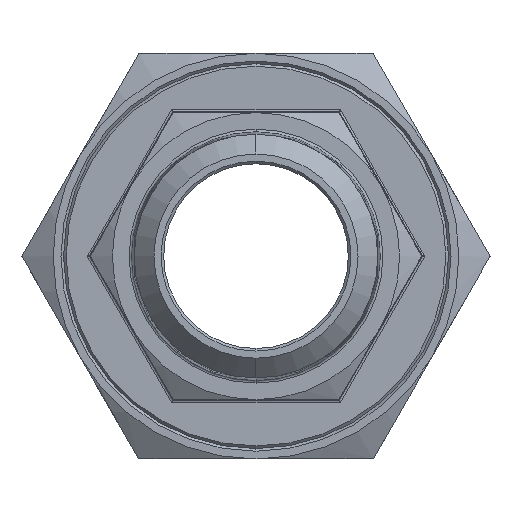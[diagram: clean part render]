
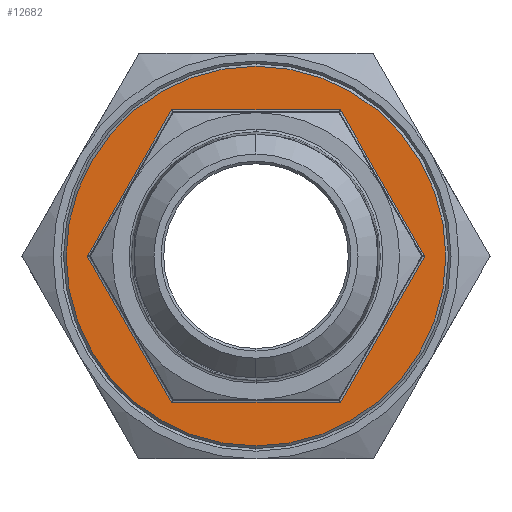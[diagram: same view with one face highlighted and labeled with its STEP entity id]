
A CAD part, left-side view. The second image highlights one B-rep face of the part: STEP entity #12682.
In plain terms, the highlighted planar face has unit normal (-1, 0, 0).
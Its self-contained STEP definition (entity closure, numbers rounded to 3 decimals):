
#36 = VECTOR ( 'NONE', #7307, 1000. ) ;
#402 = LINE ( 'NONE', #7356, #36 ) ;
#506 = ORIENTED_EDGE ( 'NONE', *, *, #7918, .F. ) ;
#512 = VERTEX_POINT ( 'NONE', #7543 ) ;
#698 = EDGE_CURVE ( 'NONE', #6791, #5763, #11343, .T. ) ;
#844 = VERTEX_POINT ( 'NONE', #11744 ) ;
#1394 = VECTOR ( 'NONE', #7869, 1000. ) ;
#2381 = DIRECTION ( 'NONE',  ( 0., 0., 1. ) ) ;
#2415 = EDGE_LOOP ( 'NONE', ( #9591, #12749 ) ) ;
#3099 = PLANE ( 'NONE',  #9392 ) ;
#3129 = LINE ( 'NONE', #7229, #14559 ) ;
#3406 = FACE_OUTER_BOUND ( 'NONE', #2415, .T. ) ;
#3410 = EDGE_CURVE ( 'NONE', #844, #7989, #6583, .T. ) ;
#4310 = DIRECTION ( 'NONE',  ( 0., -1., 0. ) ) ;
#4380 = EDGE_CURVE ( 'NONE', #5763, #512, #3129, .T. ) ;
#4430 = DIRECTION ( 'NONE',  ( 0., 0., 1. ) ) ;
#4445 = CARTESIAN_POINT ( 'NONE',  ( -12.25, -28.319, 7.15 ) ) ;
#4922 = CARTESIAN_POINT ( 'NONE',  ( -12.25, -32.447, 0. ) ) ;
#5020 = CARTESIAN_POINT ( 'NONE',  ( -12.25, -20.352, -20.95 ) ) ;
#5763 = VERTEX_POINT ( 'NONE', #12586 ) ;
#5960 = EDGE_CURVE ( 'NONE', #8114, #6791, #9230, .T. ) ;
#6012 = EDGE_CURVE ( 'NONE', #12825, #8114, #402, .T. ) ;
#6039 = DIRECTION ( 'NONE',  ( 0., 1., 0. ) ) ;
#6569 = ORIENTED_EDGE ( 'NONE', *, *, #4380, .F. ) ;
#6583 = CIRCLE ( 'NONE', #10449, 36.5 ) ;
#6791 = VERTEX_POINT ( 'NONE', #4922 ) ;
#7229 = CARTESIAN_POINT ( 'NONE',  ( -12.25, -7.967, 28.1 ) ) ;
#7307 = DIRECTION ( 'NONE',  ( 0., -1., 0. ) ) ;
#7356 = CARTESIAN_POINT ( 'NONE',  ( -12.25, 7.967, -28.1 ) ) ;
#7540 = LINE ( 'NONE', #13777, #1394 ) ;
#7543 = CARTESIAN_POINT ( 'NONE',  ( -12.25, 16.224, 28.1 ) ) ;
#7819 = DIRECTION ( 'NONE',  ( 0., 0.5, 0.866 ) ) ;
#7869 = DIRECTION ( 'NONE',  ( 0., -0.5, -0.866 ) ) ;
#7918 = EDGE_CURVE ( 'NONE', #512, #9507, #12708, .T. ) ;
#7989 = VERTEX_POINT ( 'NONE', #12779 ) ;
#8114 = VERTEX_POINT ( 'NONE', #11980 ) ;
#8124 = VECTOR ( 'NONE', #7819, 1000. ) ;
#8356 = DIRECTION ( 'NONE',  ( 0., 0.5, -0.866 ) ) ;
#8732 = ORIENTED_EDGE ( 'NONE', *, *, #8969, .F. ) ;
#8907 = EDGE_LOOP ( 'NONE', ( #8732, #506, #6569, #10124, #12840, #11637 ) ) ;
#8969 = EDGE_CURVE ( 'NONE', #9507, #12825, #7540, .T. ) ;
#9002 = CIRCLE ( 'NONE', #10756, 36.5 ) ;
#9211 = CARTESIAN_POINT ( 'NONE',  ( -12.25, 0., 0. ) ) ;
#9230 = LINE ( 'NONE', #5020, #12604 ) ;
#9392 = AXIS2_PLACEMENT_3D ( 'NONE', #9998, #11140, #4310 ) ;
#9507 = VERTEX_POINT ( 'NONE', #11823 ) ;
#9591 = ORIENTED_EDGE ( 'NONE', *, *, #3410, .T. ) ;
#9998 = CARTESIAN_POINT ( 'NONE',  ( -12.25, 0., 0. ) ) ;
#10124 = ORIENTED_EDGE ( 'NONE', *, *, #698, .F. ) ;
#10449 = AXIS2_PLACEMENT_3D ( 'NONE', #9211, #14878, #2381 ) ;
#10756 = AXIS2_PLACEMENT_3D ( 'NONE', #12471, #11240, #4430 ) ;
#11140 = DIRECTION ( 'NONE',  ( -1., 0., 0. ) ) ;
#11240 = DIRECTION ( 'NONE',  ( -1., 0., 0. ) ) ;
#11343 = LINE ( 'NONE', #4445, #8124 ) ;
#11637 = ORIENTED_EDGE ( 'NONE', *, *, #6012, .F. ) ;
#11744 = CARTESIAN_POINT ( 'NONE',  ( -12.25, 0., 36.5 ) ) ;
#11748 = EDGE_CURVE ( 'NONE', #7989, #844, #9002, .T. ) ;
#11823 = CARTESIAN_POINT ( 'NONE',  ( -12.25, 32.447, 0. ) ) ;
#11842 = CARTESIAN_POINT ( 'NONE',  ( -12.25, 20.352, 20.95 ) ) ;
#11980 = CARTESIAN_POINT ( 'NONE',  ( -12.25, -16.224, -28.1 ) ) ;
#12348 = VECTOR ( 'NONE', #8356, 1000. ) ;
#12471 = CARTESIAN_POINT ( 'NONE',  ( -12.25, 0., 0. ) ) ;
#12586 = CARTESIAN_POINT ( 'NONE',  ( -12.25, -16.224, 28.1 ) ) ;
#12604 = VECTOR ( 'NONE', #13968, 1000. ) ;
#12682 = ADVANCED_FACE ( 'NONE', ( #3406, #13219 ), #3099, .T. ) ;
#12708 = LINE ( 'NONE', #11842, #12348 ) ;
#12749 = ORIENTED_EDGE ( 'NONE', *, *, #11748, .T. ) ;
#12779 = CARTESIAN_POINT ( 'NONE',  ( -12.25, 0., -36.5 ) ) ;
#12825 = VERTEX_POINT ( 'NONE', #13954 ) ;
#12840 = ORIENTED_EDGE ( 'NONE', *, *, #5960, .F. ) ;
#13219 = FACE_BOUND ( 'NONE', #8907, .T. ) ;
#13777 = CARTESIAN_POINT ( 'NONE',  ( -12.25, 28.319, -7.15 ) ) ;
#13954 = CARTESIAN_POINT ( 'NONE',  ( -12.25, 16.224, -28.1 ) ) ;
#13968 = DIRECTION ( 'NONE',  ( 0., -0.5, 0.866 ) ) ;
#14559 = VECTOR ( 'NONE', #6039, 1000. ) ;
#14878 = DIRECTION ( 'NONE',  ( -1., 0., 0. ) ) ;
